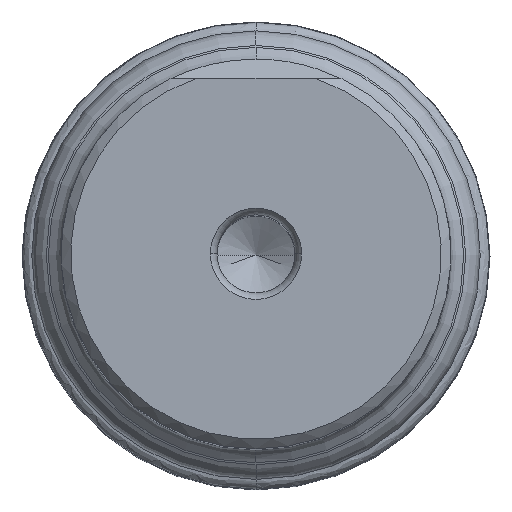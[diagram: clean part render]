
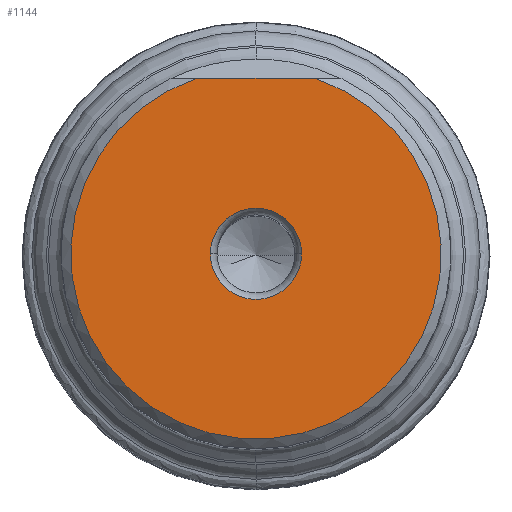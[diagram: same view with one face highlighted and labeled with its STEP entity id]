
A CAD part, top view. The second image highlights one B-rep face of the part: STEP entity #1144.
In plain terms, the highlighted face is planar.
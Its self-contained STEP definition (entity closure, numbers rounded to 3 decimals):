
#414=CARTESIAN_POINT('',(0.,0.,0.));
#415=DIRECTION('',(0.,0.,-1.));
#416=DIRECTION('',(0.32,0.947,0.));
#417=AXIS2_PLACEMENT_3D('',#414,#415,#416);
#438=DIRECTION('',(-1.,0.,0.));
#439=VECTOR('',#438,12.166);
#440=CARTESIAN_POINT('',(6.083,18.,0.));
#441=LINE('',#440,#439);
#445=CARTESIAN_POINT('',(0.,0.,0.));
#446=DIRECTION('',(0.,0.,-1.));
#447=DIRECTION('',(1.,0.,0.));
#448=AXIS2_PLACEMENT_3D('',#445,#446,#447);
#453=CARTESIAN_POINT('',(0.,0.,0.));
#454=DIRECTION('',(0.,0.,-1.));
#455=DIRECTION('',(-1.,0.,0.));
#456=AXIS2_PLACEMENT_3D('',#453,#454,#455);
#656=CARTESIAN_POINT('',(6.083,18.,0.));
#657=CARTESIAN_POINT('',(-6.083,18.,0.));
#658=VERTEX_POINT('',#656);
#659=VERTEX_POINT('',#657);
#687=CARTESIAN_POINT('',(4.677,0.,0.));
#688=CARTESIAN_POINT('',(-4.677,0.,0.));
#689=VERTEX_POINT('',#687);
#690=VERTEX_POINT('',#688);
#1128=CARTESIAN_POINT('',(0.,0.,0.));
#1129=DIRECTION('',(0.,0.,-1.));
#1130=DIRECTION('',(0.,-1.,0.));
#1131=AXIS2_PLACEMENT_3D('',#1128,#1129,#1130);
#1132=PLANE('',#1131);
#1134=ORIENTED_EDGE('',*,*,#1133,.T.);
#1135=ORIENTED_EDGE('',*,*,#1117,.F.);
#1136=EDGE_LOOP('',(#1134,#1135));
#1137=FACE_OUTER_BOUND('',#1136,.F.);
#1139=ORIENTED_EDGE('',*,*,#1138,.T.);
#1141=ORIENTED_EDGE('',*,*,#1140,.T.);
#1142=EDGE_LOOP('',(#1139,#1141));
#1143=FACE_BOUND('',#1142,.F.);
#1144=ADVANCED_FACE('',(#1137,#1143),#1132,.T.);
#418=CIRCLE('',#417,19.);
#449=CIRCLE('',#448,4.677);
#457=CIRCLE('',#456,4.677);
#1117=EDGE_CURVE('',#658,#659,#418,.T.);
#1133=EDGE_CURVE('',#658,#659,#441,.T.);
#1138=EDGE_CURVE('',#689,#690,#449,.T.);
#1140=EDGE_CURVE('',#690,#689,#457,.T.);
